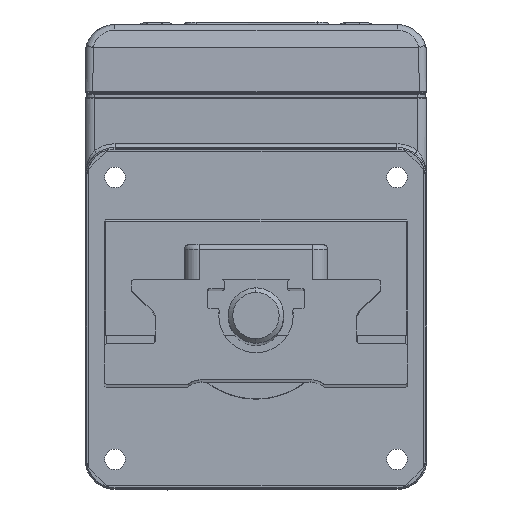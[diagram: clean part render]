
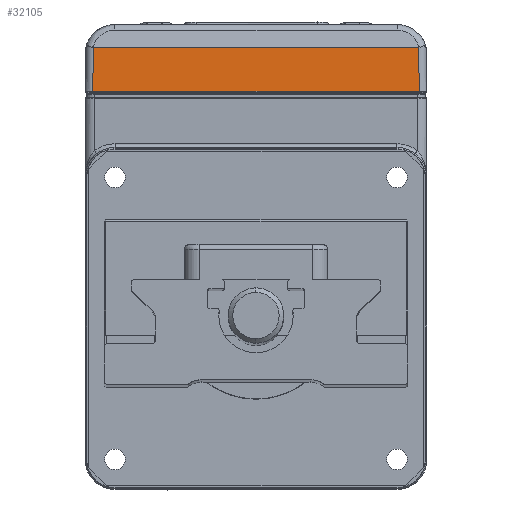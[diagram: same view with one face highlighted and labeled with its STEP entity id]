
A CAD part, top view. The second image highlights one B-rep face of the part: STEP entity #32105.
In plain terms, the highlighted planar face has unit normal (0, -0.018, -1).
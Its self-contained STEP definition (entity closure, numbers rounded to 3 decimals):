
#641 = DIRECTION ( 'NONE',  ( -1., 0., 0. ) ) ;
#995 = CARTESIAN_POINT ( 'NONE',  ( -6.715, 45.384, 21.681 ) ) ;
#1974 = ORIENTED_EDGE ( 'NONE', *, *, #41613, .F. ) ;
#2288 = VERTEX_POINT ( 'NONE', #36496 ) ;
#5277 = EDGE_CURVE ( 'NONE', #11501, #18937, #20178, .T. ) ;
#5370 = VECTOR ( 'NONE', #57575, 1000. ) ;
#6971 = CARTESIAN_POINT ( 'NONE',  ( -33.89, 45.384, 21.681 ) ) ;
#11501 = VERTEX_POINT ( 'NONE', #6971 ) ;
#12191 = DIRECTION ( 'NONE',  ( 0., 1., -0.017 ) ) ;
#16766 = PLANE ( 'NONE',  #28836 ) ;
#18937 = VERTEX_POINT ( 'NONE', #63934 ) ;
#20178 = LINE ( 'NONE', #31038, #5370 ) ;
#21269 = ORIENTED_EDGE ( 'NONE', *, *, #29789, .F. ) ;
#22271 = DIRECTION ( 'NONE',  ( -0.017, 1., -0.017 ) ) ;
#22614 = CARTESIAN_POINT ( 'NONE',  ( 20.523, 41.728, 21.745 ) ) ;
#27428 = VECTOR ( 'NONE', #65126, 1000. ) ;
#28836 = AXIS2_PLACEMENT_3D ( 'NONE', #65269, #60075, #12191 ) ;
#29789 = EDGE_CURVE ( 'NONE', #18937, #37119, #53688, .T. ) ;
#31038 = CARTESIAN_POINT ( 'NONE',  ( -33.954, 41.728, 21.745 ) ) ;
#32105 = ADVANCED_FACE ( 'NONE', ( #48942 ), #16766, .F. ) ;
#33378 = VECTOR ( 'NONE', #641, 1000. ) ;
#36496 = CARTESIAN_POINT ( 'NONE',  ( 20.459, 45.384, 21.681 ) ) ;
#37119 = VERTEX_POINT ( 'NONE', #55046 ) ;
#38617 = EDGE_LOOP ( 'NONE', ( #1974, #21269, #39738, #68478 ) ) ;
#39076 = VECTOR ( 'NONE', #22271, 1000. ) ;
#39738 = ORIENTED_EDGE ( 'NONE', *, *, #5277, .F. ) ;
#41613 = EDGE_CURVE ( 'NONE', #37119, #2288, #50591, .T. ) ;
#42120 = EDGE_CURVE ( 'NONE', #2288, #11501, #49277, .T. ) ;
#48801 = CARTESIAN_POINT ( 'NONE',  ( -6.715, 38.02, 21.809 ) ) ;
#48942 = FACE_OUTER_BOUND ( 'NONE', #38617, .T. ) ;
#49277 = LINE ( 'NONE', #995, #33378 ) ;
#50591 = LINE ( 'NONE', #22614, #39076 ) ;
#53688 = LINE ( 'NONE', #48801, #27428 ) ;
#55046 = CARTESIAN_POINT ( 'NONE',  ( 20.587, 38.02, 21.809 ) ) ;
#57575 = DIRECTION ( 'NONE',  ( -0.017, -1., 0.017 ) ) ;
#60075 = DIRECTION ( 'NONE',  ( 0., 0.017, 1. ) ) ;
#63934 = CARTESIAN_POINT ( 'NONE',  ( -34.018, 38.02, 21.809 ) ) ;
#65126 = DIRECTION ( 'NONE',  ( 1., 0., 0. ) ) ;
#65269 = CARTESIAN_POINT ( 'NONE',  ( 20.915, 38.02, 21.809 ) ) ;
#68478 = ORIENTED_EDGE ( 'NONE', *, *, #42120, .F. ) ;
